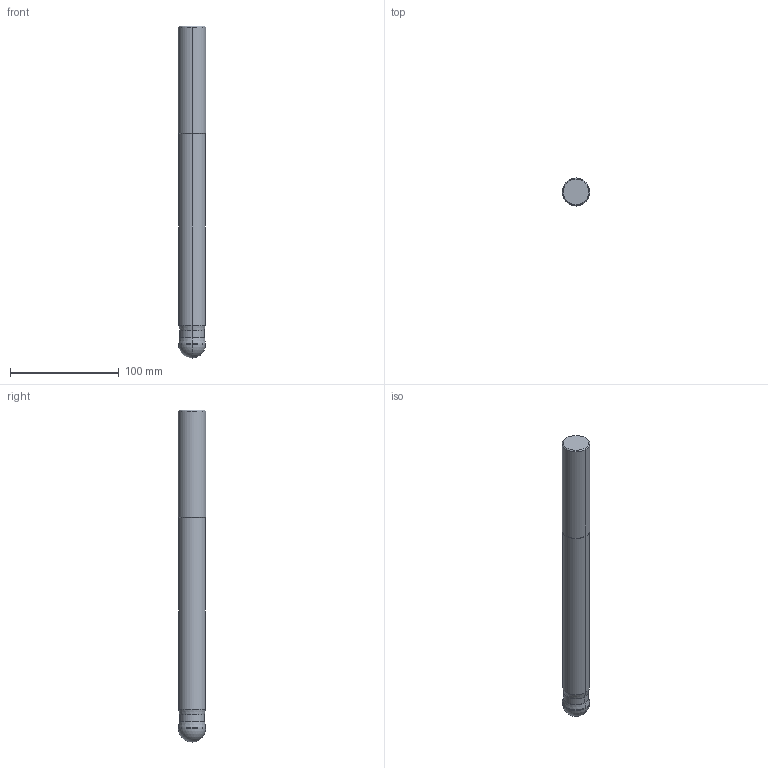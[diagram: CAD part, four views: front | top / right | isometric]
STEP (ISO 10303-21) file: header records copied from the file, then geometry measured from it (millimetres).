
FILE_DESCRIPTION(/* description */ (''),/* implementation_level */ '2;1');
FILE_NAME(/* name */ 'SRFU16S16LW_IR0_4921.stp',/* time_stamp */ '2021-02-02T08:25:30+09:00',/* author */ (''),/* organization */ (''),/* preprocessor_version */ 'ST-DEVELOPER v16',/* originating_system */ 'SIEMENS PLM Software NX 10.0',/* authorisation */ '');
FILE_SCHEMA (('AUTOMOTIVE_DESIGN { 1 0 10303 214 3 1 1 1 }'));
Length unit declared in the file: millimetre
Products named in the file (1): SRFU16S16LW_IR0_4921_ASM
Bounding box: 25.4 x 25.4 x 304.8 mm (x, y, z)
Volume: 144669.8 mm3; surface area: 25192.5 mm2
Topology: 2 solids, 2 shells, 22 faces, 47 edges, 36 vertices
Faces by surface type: cylinder 8, cone 8, plane 4, sphere 2
Entity records: 723 total; most frequent: DIRECTION 137, CARTESIAN_POINT 104, ORIENTED_EDGE 80, AXIS2_PLACEMENT_3D 59, EDGE_CURVE 40, CIRCLE 26, EDGE_LOOP 23, VERTEX_POINT 23
